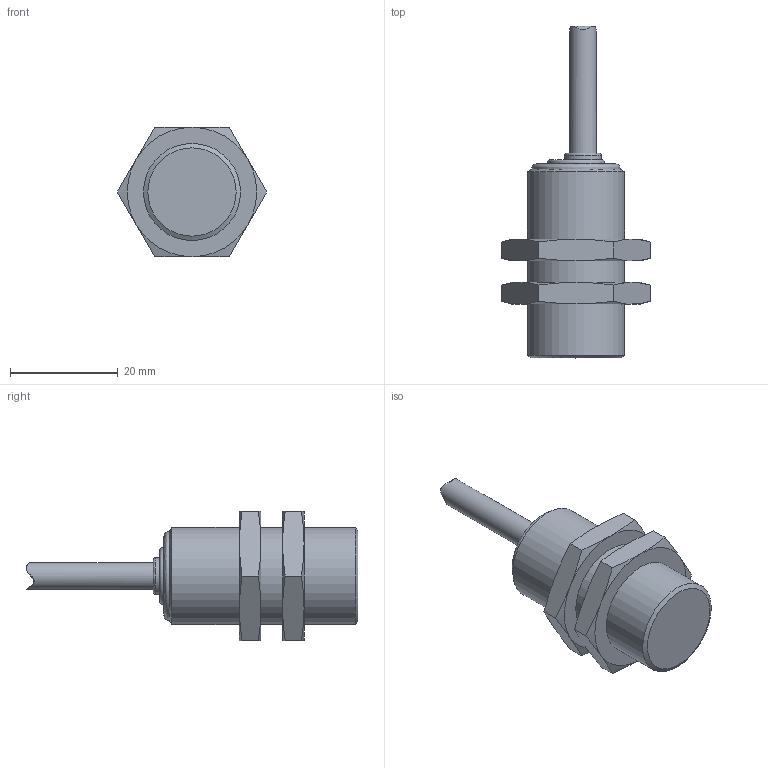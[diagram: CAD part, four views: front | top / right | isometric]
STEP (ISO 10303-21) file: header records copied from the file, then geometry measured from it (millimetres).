
FILE_DESCRIPTION (( 'STEP AP214' ), '1' );
FILE_NAME ('DW-AD-509-M18-320.STEP', '2019-10-02T16:45:03', ( '' ), ( '' ), 'SwSTEP 2.0', 'SolidWorks 2018', '' );
FILE_SCHEMA (( 'AUTOMOTIVE_DESIGN' ));
Length unit declared in the file: millimetre
Products named in the file (1): DW-AD-509-M18-320
Bounding box: 27.71 x 61.6 x 24 mm (x, y, z)
Volume: 11879.4 mm3; surface area: 5082.4 mm2
Topology: 4 solids, 4 shells, 60 faces, 127 edges, 77 vertices
Faces by surface type: cone 30, plane 21, cylinder 5, bspline 4
Full cylindrical faces by diameter (mm): 5 x1, 6.8 x1, 16.917 x2, 18 x1
Entity records: 1868 total; most frequent: CARTESIAN_POINT 704, ORIENTED_EDGE 212, DIRECTION 208, EDGE_CURVE 106, AXIS2_PLACEMENT_3D 98, EDGE_LOOP 80, VERTEX_POINT 70, FACE_OUTER_BOUND 68
